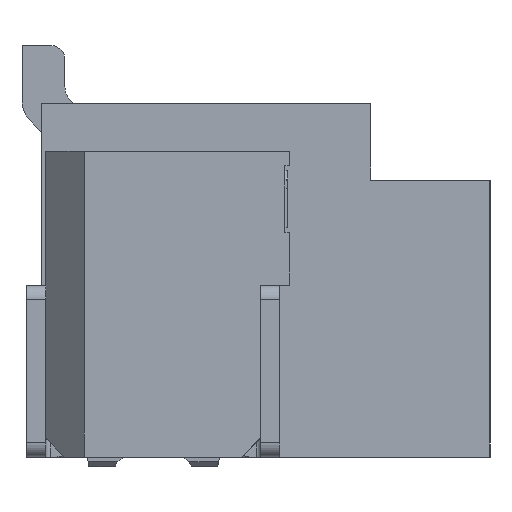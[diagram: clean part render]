
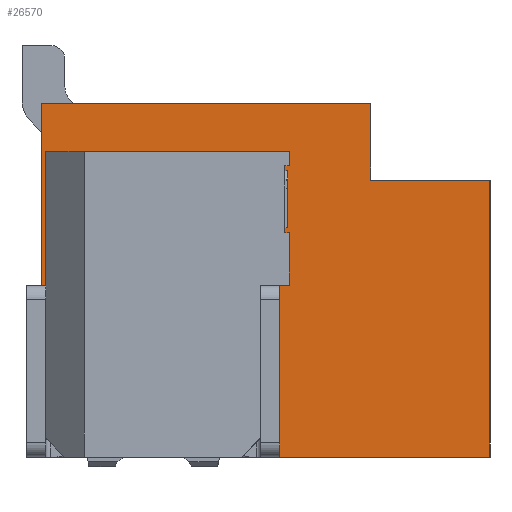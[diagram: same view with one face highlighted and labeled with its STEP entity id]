
A CAD part, left-side view. The second image highlights one B-rep face of the part: STEP entity #26570.
In plain terms, the highlighted planar face has unit normal (-1, 0, 0).
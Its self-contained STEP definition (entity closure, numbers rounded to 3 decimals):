
#5=DIRECTION('',(0.,1.,0.));
#6=VECTOR('',#5,3.45);
#7=CARTESIAN_POINT('',(-7.85,-1.45,3.7));
#8=LINE('',#7,#6);
#234=DIRECTION('',(0.,0.,1.));
#235=VECTOR('',#234,0.8);
#236=CARTESIAN_POINT('',(-7.85,-1.45,2.9));
#237=LINE('',#236,#235);
#270=DIRECTION('',(0.,0.,1.));
#271=VECTOR('',#270,2.9);
#272=CARTESIAN_POINT('',(-7.85,-2.7,0.));
#273=LINE('',#272,#271);
#502=DIRECTION('',(0.,-1.,0.));
#503=VECTOR('',#502,0.05);
#504=CARTESIAN_POINT('',(-7.85,2.,0.));
#505=LINE('',#504,#503);
#506=DIRECTION('',(0.,-1.,0.));
#507=VECTOR('',#506,2.4);
#508=CARTESIAN_POINT('',(-7.85,-0.3,0.));
#509=LINE('',#508,#507);
#9758=DIRECTION('',(0.,0.,-1.));
#9759=VECTOR('',#9758,3.7);
#9760=CARTESIAN_POINT('',(-7.85,2.,3.7));
#9761=LINE('',#9760,#9759);
#9766=DIRECTION('',(0.,-1.,0.));
#9767=VECTOR('',#9766,1.25);
#9768=CARTESIAN_POINT('',(-7.85,-1.45,2.9));
#9769=LINE('',#9768,#9767);
#9770=DIRECTION('',(0.,1.,0.));
#9771=VECTOR('',#9770,0.05);
#9772=CARTESIAN_POINT('',(-7.85,-0.6,2.35));
#9773=LINE('',#9772,#9771);
#9786=DIRECTION('',(0.,0.,1.));
#9787=VECTOR('',#9786,3.2);
#9788=CARTESIAN_POINT('',(-7.85,1.95,0.));
#9789=LINE('',#9788,#9787);
#10140=DIRECTION('',(0.,-1.,0.));
#10141=VECTOR('',#10140,2.55);
#10142=CARTESIAN_POINT('',(-7.85,1.95,3.2));
#10143=LINE('',#10142,#10141);
#10196=DIRECTION('',(0.,0.,-1.));
#10197=VECTOR('',#10196,0.15);
#10198=CARTESIAN_POINT('',(-7.85,-0.6,3.2));
#10199=LINE('',#10198,#10197);
#10200=DIRECTION('',(0.,1.,0.));
#10201=VECTOR('',#10200,0.05);
#10202=CARTESIAN_POINT('',(-7.85,-0.6,3.05));
#10203=LINE('',#10202,#10201);
#10212=DIRECTION('',(0.,0.,-1.));
#10213=VECTOR('',#10212,0.7);
#10214=CARTESIAN_POINT('',(-7.85,-0.55,3.05));
#10215=LINE('',#10214,#10213);
#10256=DIRECTION('',(0.,0.,-1.));
#10257=VECTOR('',#10256,0.55);
#10258=CARTESIAN_POINT('',(-7.85,-0.6,2.35));
#10259=LINE('',#10258,#10257);
#10277=DIRECTION('',(0.,1.,0.));
#10278=VECTOR('',#10277,0.3);
#10279=CARTESIAN_POINT('',(-7.85,-0.6,1.8));
#10280=LINE('',#10279,#10278);
#10309=DIRECTION('',(0.,0.,-1.));
#10310=VECTOR('',#10309,1.8);
#10311=CARTESIAN_POINT('',(-7.85,-0.3,1.8));
#10312=LINE('',#10311,#10310);
#11189=CARTESIAN_POINT('',(-7.85,-1.45,3.7));
#11191=VERTEX_POINT('',#11189);
#11192=CARTESIAN_POINT('',(-7.85,2.,3.7));
#11193=VERTEX_POINT('',#11192);
#11306=CARTESIAN_POINT('',(-7.85,-1.45,2.9));
#11307=VERTEX_POINT('',#11306);
#11320=CARTESIAN_POINT('',(-7.85,-2.7,2.9));
#11322=VERTEX_POINT('',#11320);
#11336=CARTESIAN_POINT('',(-7.85,-2.7,0.));
#11337=VERTEX_POINT('',#11336);
#11766=CARTESIAN_POINT('',(-7.85,2.,0.));
#11767=VERTEX_POINT('',#11766);
#11768=CARTESIAN_POINT('',(-7.85,1.95,0.));
#11769=VERTEX_POINT('',#11768);
#11770=CARTESIAN_POINT('',(-7.85,-0.3,0.));
#11771=VERTEX_POINT('',#11770);
#14105=CARTESIAN_POINT('',(-7.85,1.95,3.2));
#14106=VERTEX_POINT('',#14105);
#14107=CARTESIAN_POINT('',(-7.85,-0.3,1.8));
#14108=VERTEX_POINT('',#14107);
#14109=CARTESIAN_POINT('',(-7.85,-0.6,1.8));
#14110=VERTEX_POINT('',#14109);
#14111=CARTESIAN_POINT('',(-7.85,-0.6,2.35));
#14112=VERTEX_POINT('',#14111);
#14113=CARTESIAN_POINT('',(-7.85,-0.55,2.35));
#14114=VERTEX_POINT('',#14113);
#14115=CARTESIAN_POINT('',(-7.85,-0.55,3.05));
#14116=VERTEX_POINT('',#14115);
#14117=CARTESIAN_POINT('',(-7.85,-0.6,3.05));
#14118=VERTEX_POINT('',#14117);
#14119=CARTESIAN_POINT('',(-7.85,-0.6,3.2));
#14120=VERTEX_POINT('',#14119);
#26538=CARTESIAN_POINT('',(-7.85,-0.35,1.85));
#26539=DIRECTION('',(1.,0.,0.));
#26540=DIRECTION('',(0.,1.,0.));
#26541=AXIS2_PLACEMENT_3D('',#26538,#26539,#26540);
#26542=PLANE('',#26541);
#26544=ORIENTED_EDGE('',*,*,#26543,.F.);
#26545=ORIENTED_EDGE('',*,*,#14856,.F.);
#26546=ORIENTED_EDGE('',*,*,#26532,.F.);
#26547=ORIENTED_EDGE('',*,*,#14504,.F.);
#26548=ORIENTED_EDGE('',*,*,#14631,.F.);
#26549=ORIENTED_EDGE('',*,*,#14702,.T.);
#26550=ORIENTED_EDGE('',*,*,#14718,.F.);
#26551=ORIENTED_EDGE('',*,*,#14860,.F.);
#26553=ORIENTED_EDGE('',*,*,#26552,.F.);
#26555=ORIENTED_EDGE('',*,*,#26554,.F.);
#26557=ORIENTED_EDGE('',*,*,#26556,.F.);
#26559=ORIENTED_EDGE('',*,*,#26558,.T.);
#26561=ORIENTED_EDGE('',*,*,#26560,.F.);
#26563=ORIENTED_EDGE('',*,*,#26562,.F.);
#26565=ORIENTED_EDGE('',*,*,#26564,.F.);
#26567=ORIENTED_EDGE('',*,*,#26566,.F.);
#26568=EDGE_LOOP('',(#26544,#26545,#26546,#26547,#26548,#26549,#26550,#26551,
#26553,#26555,#26557,#26559,#26561,#26563,#26565,#26567));
#26569=FACE_OUTER_BOUND('',#26568,.F.);
#14504=EDGE_CURVE('',#11191,#11193,#8,.T.);
#14631=EDGE_CURVE('',#11307,#11191,#237,.T.);
#14702=EDGE_CURVE('',#11307,#11322,#9769,.T.);
#14718=EDGE_CURVE('',#11337,#11322,#273,.T.);
#14856=EDGE_CURVE('',#11767,#11769,#505,.T.);
#14860=EDGE_CURVE('',#11771,#11337,#509,.T.);
#26532=EDGE_CURVE('',#11193,#11767,#9761,.T.);
#26543=EDGE_CURVE('',#11769,#14106,#9789,.T.);
#26552=EDGE_CURVE('',#14108,#11771,#10312,.T.);
#26554=EDGE_CURVE('',#14110,#14108,#10280,.T.);
#26556=EDGE_CURVE('',#14112,#14110,#10259,.T.);
#26558=EDGE_CURVE('',#14112,#14114,#9773,.T.);
#26560=EDGE_CURVE('',#14116,#14114,#10215,.T.);
#26562=EDGE_CURVE('',#14118,#14116,#10203,.T.);
#26564=EDGE_CURVE('',#14120,#14118,#10199,.T.);
#26566=EDGE_CURVE('',#14106,#14120,#10143,.T.);
#26570=ADVANCED_FACE('',(#26569),#26542,.F.);
